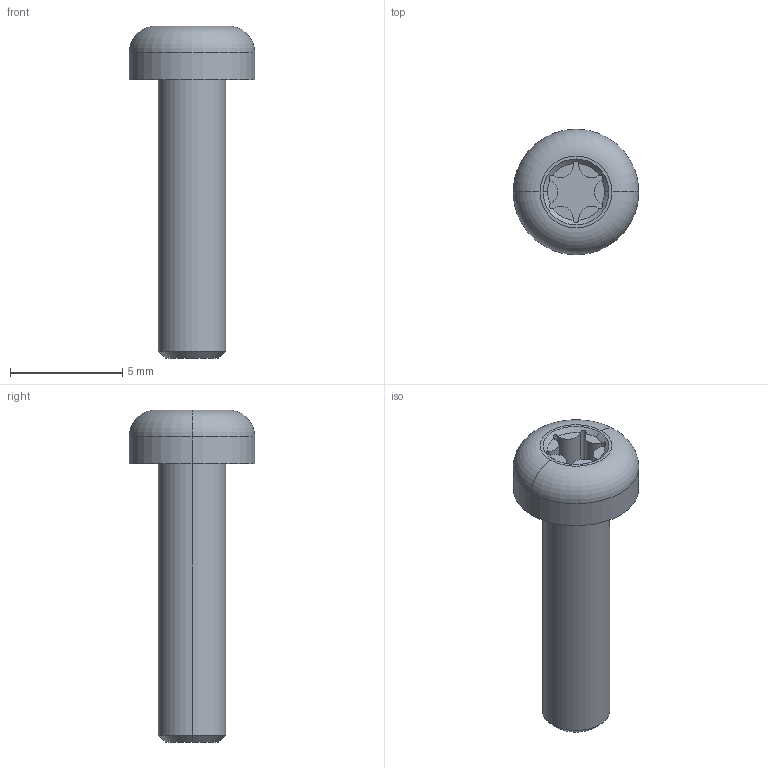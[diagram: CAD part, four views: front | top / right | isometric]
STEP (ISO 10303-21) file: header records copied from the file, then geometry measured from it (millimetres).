
FILE_DESCRIPTION (( 'STEP AP214' ), '1' );
FILE_NAME ('User Library-torx-ph-iso7045.STEP', '2015-03-17T14:29:47', ( 'Windows User' ), ( '' ), 'SwSTEP 2.0', 'SolidWorks 2015', '' );
FILE_SCHEMA (( 'AUTOMOTIVE_DESIGN' ));
Length unit declared in the file: millimetre
Products named in the file (1): User Library-torx-ph-iso7045
Bounding box: 5.6 x 5.6 x 14.8 mm (x, y, z)
Volume: 134.6 mm3; surface area: 215.9 mm2
Topology: 1 solids, 1 shells, 41 faces, 107 edges, 70 vertices
Faces by surface type: cylinder 25, plane 10, cone 4, torus 2
Entity records: 1428 total; most frequent: CARTESIAN_POINT 275, DIRECTION 253, ORIENTED_EDGE 214, AXIS2_PLACEMENT_3D 112, EDGE_CURVE 107, CIRCLE 70, VERTEX_POINT 70, EDGE_LOOP 43
